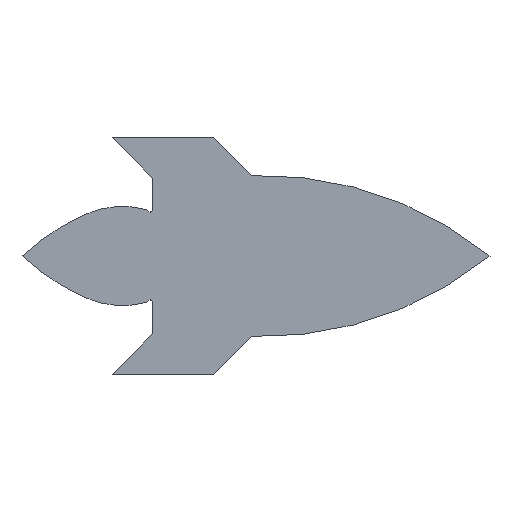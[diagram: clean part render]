
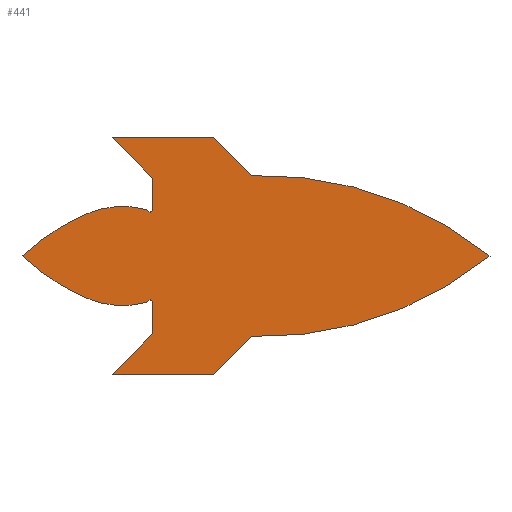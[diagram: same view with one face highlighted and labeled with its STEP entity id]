
A CAD part, front view. The second image highlights one B-rep face of the part: STEP entity #441.
In plain terms, the highlighted free-form (B-spline) face has degree [1, 1] with [2, 2] control points.
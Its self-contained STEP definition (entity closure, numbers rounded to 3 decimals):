
#18=CARTESIAN_POINT('',(0.993,0.,20.822));
#19=DIRECTION('',(0.,1.,0.));
#20=DIRECTION('',(0.629,0.,-0.777));
#21=AXIS2_PLACEMENT_3D('',#18,#19,#20);
#23=DIRECTION('',(-0.7,0.,-0.714));
#24=VECTOR('',#23,3.972);
#25=CARTESIAN_POINT('',(0.148,0.,-5.96));
#26=LINE('67',#25,#24);
#27=DIRECTION('',(-1.,0.,0.));
#28=VECTOR('',#27,7.509);
#29=CARTESIAN_POINT('',(-2.634,0.,-8.796));
#30=LINE('68',#29,#28);
#31=DIRECTION('',(0.7,0.,0.714));
#32=VECTOR('',#31,4.246);
#33=CARTESIAN_POINT('',(-10.142,0.,-8.796));
#34=LINE('69',#33,#32);
#35=DIRECTION('',(0.,0.,1.));
#36=VECTOR('',#35,2.412);
#37=CARTESIAN_POINT('',(-7.169,0.,-5.765));
#38=LINE('70',#37,#36);
#39=CARTESIAN_POINT('',(-6.542,0.,-2.439));
#40=DIRECTION('',(0.,1.,0.));
#41=DIRECTION('',(-0.566,0.,-0.824));
#42=AXIS2_PLACEMENT_3D('',#39,#40,#41);
#44=CARTESIAN_POINT('',(-9.386,0.,-1.124));
#45=DIRECTION('',(0.,1.,0.));
#46=DIRECTION('',(0.7,0.,-0.714));
#47=AXIS2_PLACEMENT_3D('',#44,#45,#46);
#49=CARTESIAN_POINT('',(-9.386,0.,3.113));
#50=DIRECTION('',(0.,1.,0.));
#51=DIRECTION('',(0.265,0.,-0.964));
#52=AXIS2_PLACEMENT_3D('',#49,#50,#51);
#54=CARTESIAN_POINT('',(-4.934,0.,12.945));
#55=DIRECTION('',(0.,1.,0.));
#56=DIRECTION('',(-0.412,0.,-0.911));
#57=AXIS2_PLACEMENT_3D('',#54,#55,#56);
#59=CARTESIAN_POINT('',(-4.934,0.,-12.945));
#60=DIRECTION('',(0.,1.,0.));
#61=DIRECTION('',(-0.677,0.,0.736));
#62=AXIS2_PLACEMENT_3D('',#59,#60,#61);
#64=CARTESIAN_POINT('',(-9.386,0.,-3.113));
#65=DIRECTION('',(0.,1.,0.));
#66=DIRECTION('',(-0.412,0.,0.911));
#67=AXIS2_PLACEMENT_3D('',#64,#65,#66);
#69=CARTESIAN_POINT('',(-9.386,0.,1.124));
#70=DIRECTION('',(0.,1.,0.));
#71=DIRECTION('',(0.615,0.,0.789));
#72=AXIS2_PLACEMENT_3D('',#69,#70,#71);
#74=CARTESIAN_POINT('',(-6.542,0.,2.439));
#75=DIRECTION('',(0.,1.,0.));
#76=DIRECTION('',(-0.716,0.,0.698));
#77=AXIS2_PLACEMENT_3D('',#74,#75,#76);
#79=DIRECTION('',(0.,0.,1.));
#80=VECTOR('',#79,2.412);
#81=CARTESIAN_POINT('',(-7.169,0.,3.352));
#82=LINE('79',#81,#80);
#83=DIRECTION('',(-0.7,0.,0.714));
#84=VECTOR('',#83,4.246);
#85=CARTESIAN_POINT('',(-7.169,0.,5.765));
#86=LINE('80',#85,#84);
#87=DIRECTION('',(1.,0.,0.));
#88=VECTOR('',#87,7.509);
#89=CARTESIAN_POINT('',(-10.142,0.,8.796));
#90=LINE('81',#89,#88);
#91=DIRECTION('',(0.7,0.,-0.714));
#92=VECTOR('',#91,3.972);
#93=CARTESIAN_POINT('',(-2.634,0.,8.796));
#94=LINE('82',#93,#92);
#95=CARTESIAN_POINT('',(0.993,0.,-20.822));
#96=DIRECTION('',(0.,1.,0.));
#97=DIRECTION('',(-0.032,0.,1.));
#98=AXIS2_PLACEMENT_3D('',#95,#96,#97);
#310=CARTESIAN_POINT('',(17.859,0.,0.));
#311=CARTESIAN_POINT('',(0.148,0.,-5.96));
#312=VERTEX_POINT('',#310);
#313=VERTEX_POINT('',#311);
#314=CARTESIAN_POINT('',(-2.634,0.,-8.796));
#315=VERTEX_POINT('',#314);
#316=CARTESIAN_POINT('',(-10.142,0.,-8.796));
#317=VERTEX_POINT('',#316);
#318=CARTESIAN_POINT('',(-7.169,0.,-5.765));
#319=VERTEX_POINT('',#318);
#320=CARTESIAN_POINT('',(-7.169,0.,-3.352));
#321=VERTEX_POINT('',#320);
#322=CARTESIAN_POINT('',(-7.336,0.,-3.212));
#323=VERTEX_POINT('',#322);
#324=CARTESIAN_POINT('',(-7.586,0.,-3.432));
#325=VERTEX_POINT('',#324);
#326=CARTESIAN_POINT('',(-12.185,0.,-3.07));
#327=VERTEX_POINT('',#326);
#328=CARTESIAN_POINT('',(-16.829,0.,0.));
#329=VERTEX_POINT('',#328);
#330=CARTESIAN_POINT('',(-12.185,0.,3.07));
#331=VERTEX_POINT('',#330);
#332=CARTESIAN_POINT('',(-7.586,0.,3.432));
#333=VERTEX_POINT('',#332);
#334=CARTESIAN_POINT('',(-7.336,0.,3.212));
#335=VERTEX_POINT('',#334);
#336=CARTESIAN_POINT('',(-7.169,0.,3.352));
#337=VERTEX_POINT('',#336);
#338=CARTESIAN_POINT('',(-7.169,0.,5.765));
#339=VERTEX_POINT('',#338);
#340=CARTESIAN_POINT('',(-10.142,0.,8.796));
#341=VERTEX_POINT('',#340);
#342=CARTESIAN_POINT('',(-2.634,0.,8.796));
#343=VERTEX_POINT('',#342);
#344=CARTESIAN_POINT('',(0.148,0.,5.96));
#345=VERTEX_POINT('',#344);
#398=CARTESIAN_POINT('',(-17.523,0.,-9.148));
#399=CARTESIAN_POINT('',(-17.523,0.,9.148));
#400=CARTESIAN_POINT('',(18.552,0.,-9.148));
#401=CARTESIAN_POINT('',(18.552,0.,9.148));
#402=B_SPLINE_SURFACE_WITH_KNOTS('65',1,1,((#398,#399),(#400,#401)),
.UNSPECIFIED.,.F.,.F.,.F.,(2,2),(2,2),(-17.523,18.552),(
-9.148,9.148),.UNSPECIFIED.);
#404=ORIENTED_EDGE('66',*,*,#403,.T.);
#406=ORIENTED_EDGE('67',*,*,#405,.T.);
#408=ORIENTED_EDGE('68',*,*,#407,.T.);
#410=ORIENTED_EDGE('69',*,*,#409,.T.);
#412=ORIENTED_EDGE('70',*,*,#411,.T.);
#414=ORIENTED_EDGE('71',*,*,#413,.T.);
#416=ORIENTED_EDGE('72',*,*,#415,.T.);
#418=ORIENTED_EDGE('73',*,*,#417,.T.);
#420=ORIENTED_EDGE('74',*,*,#419,.T.);
#422=ORIENTED_EDGE('75',*,*,#421,.T.);
#424=ORIENTED_EDGE('76',*,*,#423,.T.);
#426=ORIENTED_EDGE('77',*,*,#425,.T.);
#428=ORIENTED_EDGE('78',*,*,#427,.T.);
#430=ORIENTED_EDGE('79',*,*,#429,.T.);
#432=ORIENTED_EDGE('80',*,*,#431,.T.);
#434=ORIENTED_EDGE('81',*,*,#433,.T.);
#436=ORIENTED_EDGE('82',*,*,#435,.T.);
#438=ORIENTED_EDGE('83',*,*,#437,.T.);
#439=EDGE_LOOP('65',(#404,#406,#408,#410,#412,#414,#416,#418,#420,#422,#424,
#426,#428,#430,#432,#434,#436,#438));
#440=FACE_OUTER_BOUND('65',#439,.F.);
#22=CIRCLE('66',#21,26.796);
#43=CIRCLE('71',#42,1.108);
#48=CIRCLE('72',#47,2.927);
#53=CIRCLE('73',#52,6.787);
#58=CIRCLE('74',#57,17.581);
#63=CIRCLE('75',#62,17.581);
#68=CIRCLE('76',#67,6.787);
#73=CIRCLE('77',#72,2.927);
#78=CIRCLE('78',#77,1.108);
#99=CIRCLE('83',#98,26.796);
#403=EDGE_CURVE('66',#312,#313,#22,.T.);
#405=EDGE_CURVE('67',#313,#315,#26,.T.);
#407=EDGE_CURVE('68',#315,#317,#30,.T.);
#409=EDGE_CURVE('69',#317,#319,#34,.T.);
#411=EDGE_CURVE('70',#319,#321,#38,.T.);
#413=EDGE_CURVE('71',#321,#323,#43,.T.);
#415=EDGE_CURVE('72',#323,#325,#48,.T.);
#417=EDGE_CURVE('73',#325,#327,#53,.T.);
#419=EDGE_CURVE('74',#327,#329,#58,.T.);
#421=EDGE_CURVE('75',#329,#331,#63,.T.);
#423=EDGE_CURVE('76',#331,#333,#68,.T.);
#425=EDGE_CURVE('77',#333,#335,#73,.T.);
#427=EDGE_CURVE('78',#335,#337,#78,.T.);
#429=EDGE_CURVE('79',#337,#339,#82,.T.);
#431=EDGE_CURVE('80',#339,#341,#86,.T.);
#433=EDGE_CURVE('81',#341,#343,#90,.T.);
#435=EDGE_CURVE('82',#343,#345,#94,.T.);
#437=EDGE_CURVE('83',#345,#312,#99,.T.);
#441=ADVANCED_FACE('65',(#440),#402,.F.);
